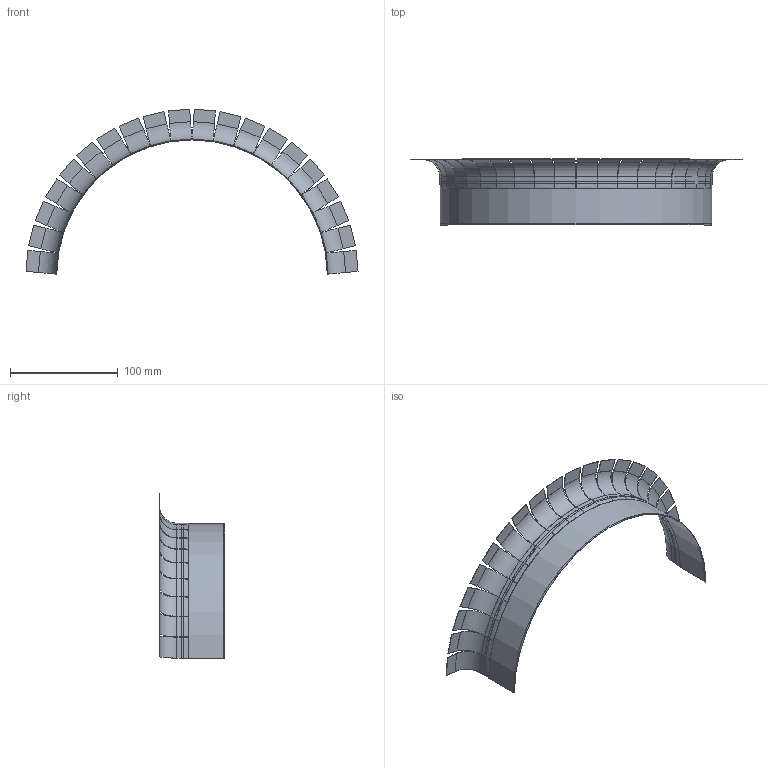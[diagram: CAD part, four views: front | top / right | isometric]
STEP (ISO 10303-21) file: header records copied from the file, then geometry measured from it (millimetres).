
FILE_DESCRIPTION(/* description */ (''),/* implementation_level */ '2;1');
FILE_NAME(/* name */ 'ePic-L1_FPC-hSide.v5_STRATO1e2-POLYMIDE.stp',/* time_stamp */ '2025-05-13T15:06:23+02:00',/* author */ (''),/* organization */ (''),/* preprocessor_version */ 'ST-DEVELOPER v19.4',/* originating_system */ 'SIEMENS PLM Software NX2306.5001',/* authorisation */ '');
FILE_SCHEMA (('AP203_CONFIGURATION_CONTROLLED_3D_DESIGN_OF_MECHANICAL_PARTS_AND_ASSEMBLIES_MIM_LF { 1 0 10303 403 2 1 2}'));
Length unit declared in the file: millimetre
Products named in the file (1): ePic-L2_FPC-hSide.v5_objects
Bounding box: 307.54 x 61.02 x 153.32 mm (x, y, z)
Volume: 10021.7 mm3; surface area: 126567.2 mm2
Topology: 80 solids, 80 shells, 792 faces, 1740 edges, 1108 vertices
Faces by surface type: plane 515, bspline 195, cylinder 82
Entity records: 23981 total; most frequent: CARTESIAN_POINT 7442, ORIENTED_EDGE 3480, DIRECTION 2632, EDGE_CURVE 1740, VERTEX_POINT 1108, LINE 1108, VECTOR 1108, ADVANCED_FACE 792
